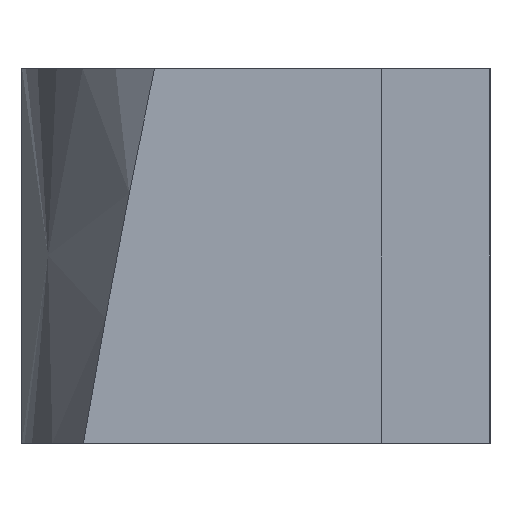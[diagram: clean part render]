
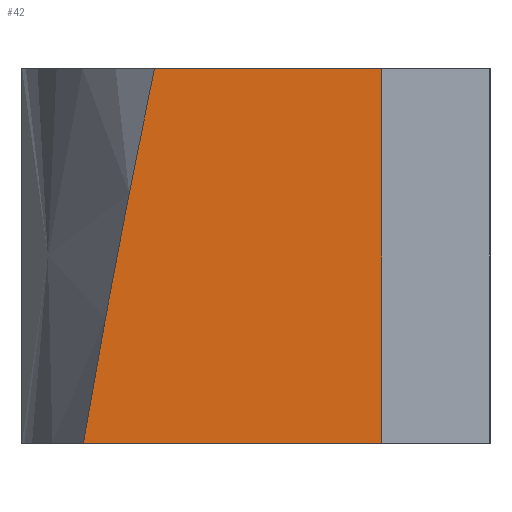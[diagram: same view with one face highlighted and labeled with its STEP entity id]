
A CAD part, left-side view. The second image highlights one B-rep face of the part: STEP entity #42.
In plain terms, the highlighted planar face has unit normal (-1, 0, 0).
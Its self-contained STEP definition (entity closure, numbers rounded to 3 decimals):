
#42 = ADVANCED_FACE ( 'NONE', ( #756 ), #666, .F. ) ;
#44 = CARTESIAN_POINT ( 'NONE',  ( -60., 10., 0. ) ) ;
#54 = DIRECTION ( 'NONE',  ( 0., -1., 0. ) ) ;
#64 = EDGE_CURVE ( 'NONE', #179, #764, #118, .T. ) ;
#75 = VECTOR ( 'NONE', #776, 1000. ) ;
#118 = LINE ( 'NONE', #265, #271 ) ;
#179 = VERTEX_POINT ( 'NONE', #474 ) ;
#206 = CARTESIAN_POINT ( 'NONE',  ( -60., 10., -10.4 ) ) ;
#265 = CARTESIAN_POINT ( 'NONE',  ( -60., 10., 0. ) ) ;
#271 = VECTOR ( 'NONE', #973, 1000. ) ;
#327 = CARTESIAN_POINT ( 'NONE',  ( -60., 8.297, -10.4 ) ) ;
#416 = DIRECTION ( 'NONE',  ( -1., 0., 0. ) ) ;
#444 = ORIENTED_EDGE ( 'NONE', *, *, #848, .T. ) ;
#463 = VERTEX_POINT ( 'NONE', #889 ) ;
#474 = CARTESIAN_POINT ( 'NONE',  ( -60., 6.32, 0. ) ) ;
#482 = EDGE_CURVE ( 'NONE', #179, #766, #518, .T. ) ;
#488 = DIRECTION ( 'NONE',  ( 0., 0., 1. ) ) ;
#518 = CIRCLE ( 'NONE', #787, 282.939 ) ;
#538 = ORIENTED_EDGE ( 'NONE', *, *, #697, .T. ) ;
#571 = ORIENTED_EDGE ( 'NONE', *, *, #64, .F. ) ;
#640 = VECTOR ( 'NONE', #54, 1000. ) ;
#666 = PLANE ( 'NONE',  #880 ) ;
#669 = DIRECTION ( 'NONE',  ( 0., 0., -1. ) ) ;
#697 = EDGE_CURVE ( 'NONE', #766, #463, #909, .T. ) ;
#751 = DIRECTION ( 'NONE',  ( 1., 0., 0. ) ) ;
#756 = FACE_OUTER_BOUND ( 'NONE', #771, .T. ) ;
#764 = VERTEX_POINT ( 'NONE', #801 ) ;
#766 = VERTEX_POINT ( 'NONE', #327 ) ;
#767 = CARTESIAN_POINT ( 'NONE',  ( -60., 0., 0. ) ) ;
#771 = EDGE_LOOP ( 'NONE', ( #814, #538, #444, #571 ) ) ;
#776 = DIRECTION ( 'NONE',  ( 0., 0., 1. ) ) ;
#787 = AXIS2_PLACEMENT_3D ( 'NONE', #964, #416, #488 ) ;
#801 = CARTESIAN_POINT ( 'NONE',  ( -60., 0., 0. ) ) ;
#814 = ORIENTED_EDGE ( 'NONE', *, *, #482, .T. ) ;
#848 = EDGE_CURVE ( 'NONE', #463, #764, #854, .T. ) ;
#854 = LINE ( 'NONE', #767, #75 ) ;
#880 = AXIS2_PLACEMENT_3D ( 'NONE', #44, #751, #669 ) ;
#889 = CARTESIAN_POINT ( 'NONE',  ( -60., 0., -10.4 ) ) ;
#909 = LINE ( 'NONE', #206, #640 ) ;
#964 = CARTESIAN_POINT ( 'NONE',  ( -60., -270.607, -58.017 ) ) ;
#973 = DIRECTION ( 'NONE',  ( 0., -1., 0. ) ) ;
